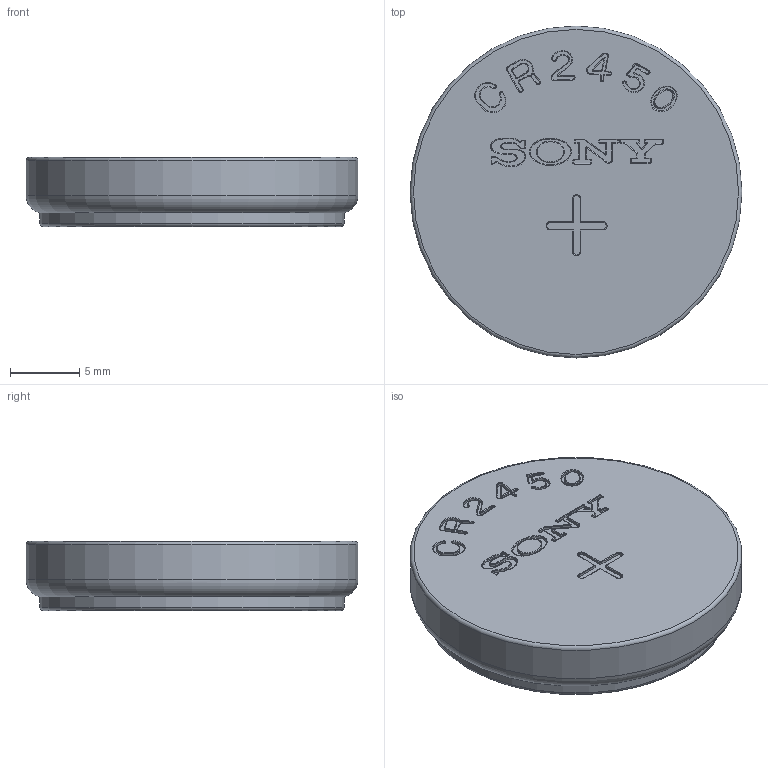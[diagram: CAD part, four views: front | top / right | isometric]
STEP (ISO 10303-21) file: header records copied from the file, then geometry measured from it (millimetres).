
FILE_DESCRIPTION(/* description */ (''),/* implementation_level */ '2;1');
FILE_NAME(/* name */ 'BateriaCR2450.stp',/* time_stamp */ '2015-11-13T10:28:57-06:00',/* author */ ('X1'),/* organization */ (''),/* preprocessor_version */ 'ST-DEVELOPER v15.6',/* originating_system */ 'Autodesk Inventor 2015',/* authorisation */ '');
FILE_SCHEMA (('AUTOMOTIVE_DESIGN { 1 0 10303 214 3 1 1 }'));
Length unit declared in the file: millimetre
Products named in the file (1): BateriaCR2450
Bounding box: 24 x 24 x 5 mm (x, y, z)
Volume: 2161 mm3; surface area: 1244.3 mm2
Topology: 1 solids, 1 shells, 430 faces, 1010 edges, 596 vertices
Faces by surface type: cylinder 198, plane 105, torus 81, sphere 25, bspline 21
Full cylindrical faces by diameter (mm): 22 x1, 24 x1
Entity records: 13597 total; most frequent: CARTESIAN_POINT 3629, DIRECTION 2238, ORIENTED_EDGE 2004, EDGE_CURVE 1002, AXIS2_PLACEMENT_3D 887, VERTEX_POINT 594, LINE 464, VECTOR 464
